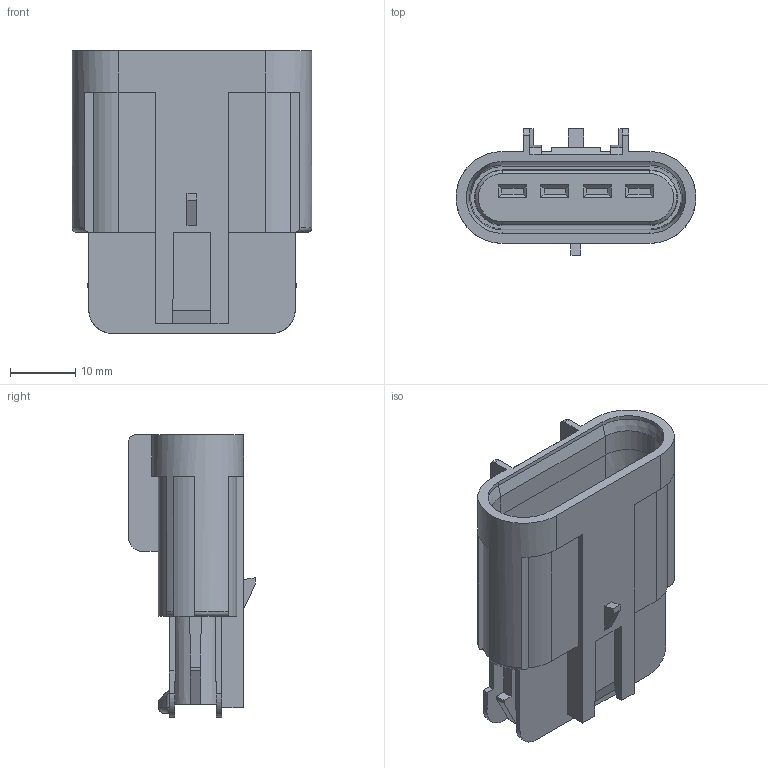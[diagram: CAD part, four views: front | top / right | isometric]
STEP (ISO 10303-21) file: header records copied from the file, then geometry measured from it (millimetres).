
FILE_DESCRIPTION(/* description */ (''),/* implementation_level */ '2;1');
FILE_NAME(/* name */ '15326633-ENV11_05-CONN.stp',/* time_stamp */ '2021-09-06T19:21:25+06:00',/* author */ (''),/* organization */ (''),/* preprocessor_version */ 'ST-DEVELOPER v16',/* originating_system */ 'SIEMENS PLM Software NX 11.0',/* authorisation */ '');
FILE_SCHEMA (('AP203_CONFIGURATION_CONTROLLED_3D_DESIGN_OF_MECHANICAL_PARTS_AND_ASSEMBLIES_MIM_LF { 1 0 10303 403 2 1 2}'));
Length unit declared in the file: millimetre
Products named in the file (1): hjcv4A68214C0bl8
Bounding box: 36.8 x 19.41 x 43.4 mm (x, y, z)
Volume: 10348.8 mm3; surface area: 8654 mm2
Topology: 1 solids, 1 shells, 218 faces, 575 edges, 364 vertices
Faces by surface type: plane 160, cylinder 22, cone 18, bspline 6, sphere 6, torus 6
Entity records: 6931 total; most frequent: CARTESIAN_POINT 1484, ORIENTED_EDGE 1142, DIRECTION 1060, EDGE_CURVE 571, LINE 438, VECTOR 438, VERTEX_POINT 364, AXIS2_PLACEMENT_3D 311
